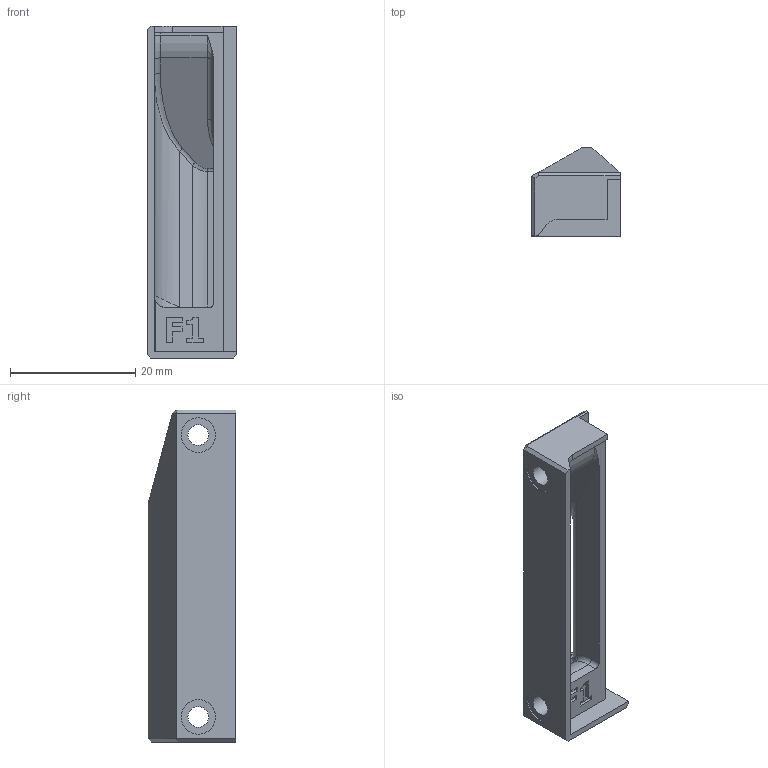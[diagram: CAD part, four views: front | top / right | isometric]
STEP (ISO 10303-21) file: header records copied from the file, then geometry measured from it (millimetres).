
FILE_DESCRIPTION(/* description */ (''),/* implementation_level */ '2;1');
FILE_NAME(/* name */ 'fan-shroud.stp',/* time_stamp */ '2023-12-19T13:23:24+01:00',/* author */ ('Dominik Tebich'),/* organization */ (''),/* preprocessor_version */ 'ST-DEVELOPER v19.2',/* originating_system */ 'Autodesk Inventor 2023',/* authorisation */ '');
FILE_SCHEMA (('AUTOMOTIVE_DESIGN { 1 0 10303 214 3 1 1 }'));
Length unit declared in the file: millimetre
Products named in the file (1): fan-shroud
Bounding box: 14.1 x 14 x 53 mm (x, y, z)
Volume: 3167.6 mm3; surface area: 3748.4 mm2
Topology: 1 solids, 2 shells, 103 faces, 261 edges, 164 vertices
Faces by surface type: plane 62, cylinder 24, bspline 11, torus 6
Full cylindrical faces by diameter (mm): 3.3 x2, 5.5 x2
Entity records: 3389 total; most frequent: CARTESIAN_POINT 862, ORIENTED_EDGE 522, DIRECTION 501, EDGE_CURVE 261, LINE 181, VECTOR 181, VERTEX_POINT 164, AXIS2_PLACEMENT_3D 160
